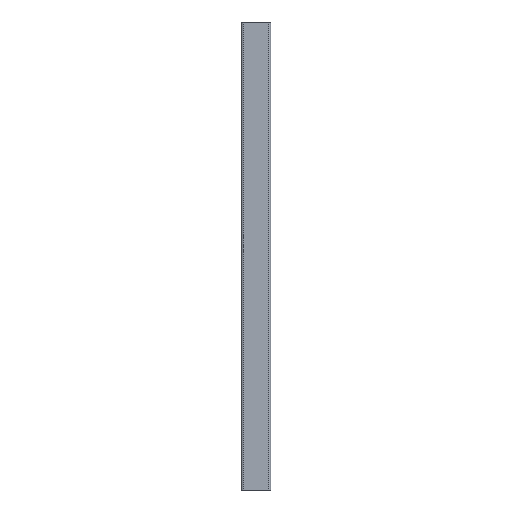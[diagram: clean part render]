
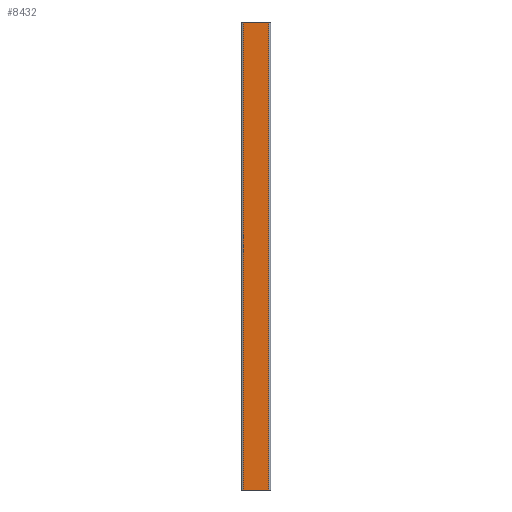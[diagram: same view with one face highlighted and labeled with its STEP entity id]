
A CAD part, left-side view. The second image highlights one B-rep face of the part: STEP entity #8432.
In plain terms, the highlighted planar face has unit normal (-1, 0, 0).
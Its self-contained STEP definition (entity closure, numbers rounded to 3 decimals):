
#911 = AXIS2_PLACEMENT_3D ( 'NONE', #10544, #18366, #6991 ) ;
#1971 = EDGE_LOOP ( 'NONE', ( #23659, #12376, #12499, #3883 ) ) ;
#2152 = VERTEX_POINT ( 'NONE', #13320 ) ;
#2572 = VECTOR ( 'NONE', #20757, 1000. ) ;
#2926 = DIRECTION ( 'NONE',  ( 0., 0., 1. ) ) ;
#3883 = ORIENTED_EDGE ( 'NONE', *, *, #20022, .T. ) ;
#3984 = CARTESIAN_POINT ( 'NONE',  ( -12., 8., 128. ) ) ;
#5902 = CARTESIAN_POINT ( 'NONE',  ( -12., 7.5, 0. ) ) ;
#6553 = LINE ( 'NONE', #3984, #10988 ) ;
#6991 = DIRECTION ( 'NONE',  ( 0., 0., -1. ) ) ;
#7643 = LINE ( 'NONE', #9353, #2572 ) ;
#8046 = CARTESIAN_POINT ( 'NONE',  ( -12., 0.5, 128. ) ) ;
#8432 = ADVANCED_FACE ( 'NONE', ( #16950 ), #23981, .F. ) ;
#8678 = EDGE_CURVE ( 'NONE', #16065, #14927, #6553, .T. ) ;
#9088 = VERTEX_POINT ( 'NONE', #5902 ) ;
#9353 = CARTESIAN_POINT ( 'NONE',  ( -12., 7.5, 128. ) ) ;
#9423 = VECTOR ( 'NONE', #2926, 1000. ) ;
#10544 = CARTESIAN_POINT ( 'NONE',  ( -12., 8., 128. ) ) ;
#10988 = VECTOR ( 'NONE', #15344, 1000. ) ;
#12352 = CARTESIAN_POINT ( 'NONE',  ( -12., 0.5, 128. ) ) ;
#12376 = ORIENTED_EDGE ( 'NONE', *, *, #16001, .T. ) ;
#12499 = ORIENTED_EDGE ( 'NONE', *, *, #8678, .F. ) ;
#12870 = DIRECTION ( 'NONE',  ( 0., -1., 0. ) ) ;
#13320 = CARTESIAN_POINT ( 'NONE',  ( -12., 0.5, 0. ) ) ;
#14927 = VERTEX_POINT ( 'NONE', #8046 ) ;
#15344 = DIRECTION ( 'NONE',  ( 0., -1., 0. ) ) ;
#16001 = EDGE_CURVE ( 'NONE', #2152, #14927, #24540, .T. ) ;
#16065 = VERTEX_POINT ( 'NONE', #22066 ) ;
#16701 = CARTESIAN_POINT ( 'NONE',  ( -12., 8., 0. ) ) ;
#16950 = FACE_OUTER_BOUND ( 'NONE', #1971, .T. ) ;
#18366 = DIRECTION ( 'NONE',  ( 1., 0., 0. ) ) ;
#18564 = EDGE_CURVE ( 'NONE', #9088, #2152, #19181, .T. ) ;
#19181 = LINE ( 'NONE', #16701, #19773 ) ;
#19773 = VECTOR ( 'NONE', #12870, 1000. ) ;
#20022 = EDGE_CURVE ( 'NONE', #16065, #9088, #7643, .T. ) ;
#20757 = DIRECTION ( 'NONE',  ( 0., 0., -1. ) ) ;
#22066 = CARTESIAN_POINT ( 'NONE',  ( -12., 7.5, 128. ) ) ;
#23659 = ORIENTED_EDGE ( 'NONE', *, *, #18564, .T. ) ;
#23981 = PLANE ( 'NONE',  #911 ) ;
#24540 = LINE ( 'NONE', #12352, #9423 ) ;
